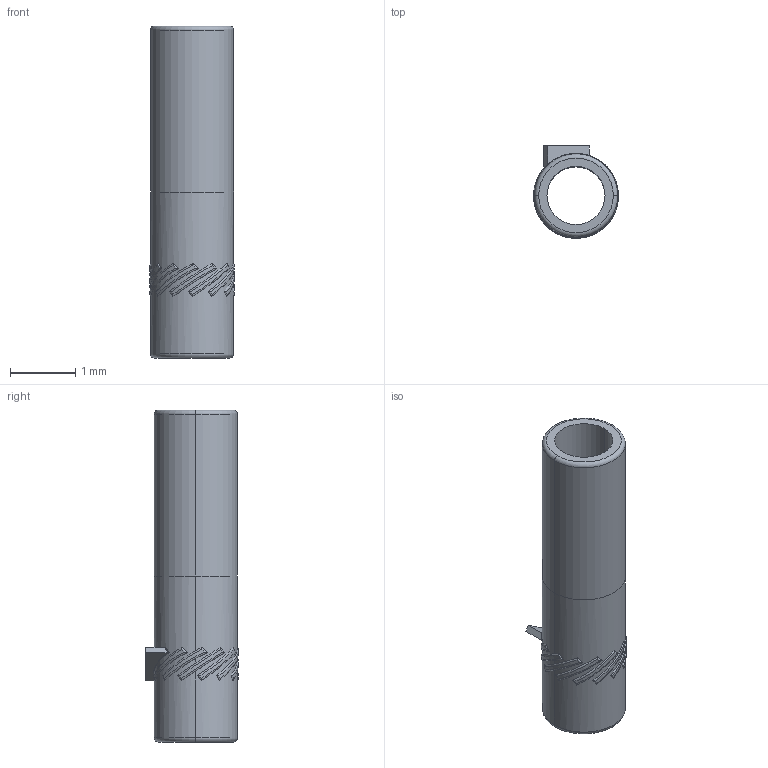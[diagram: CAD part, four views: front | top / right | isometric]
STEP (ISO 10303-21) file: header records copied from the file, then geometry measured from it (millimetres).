
FILE_DESCRIPTION (( 'STEP AP214' ), '1' );
FILE_NAME ('Tee-2.STEP', '2018-10-29T18:49:21', ( '' ), ( '' ), 'SwSTEP 2.0', 'SolidWorks 2018', '' );
FILE_SCHEMA (( 'AUTOMOTIVE_DESIGN' ));
Length unit declared in the file: millimetre
Products named in the file (1): Tee-2
Bounding box: 1.3 x 1.42 x 5.08 mm (x, y, z)
Volume: 2.7 mm3; surface area: 46.4 mm2
Topology: 3 solids, 3 shells, 137 faces, 340 edges, 224 vertices
Faces by surface type: bspline 52, plane 41, cylinder 35, torus 9
Entity records: 5107 total; most frequent: CARTESIAN_POINT 2436, ORIENTED_EDGE 680, DIRECTION 367, EDGE_CURVE 340, VERTEX_POINT 224, EDGE_LOOP 156, AXIS2_PLACEMENT_3D 153, FACE_OUTER_BOUND 137
